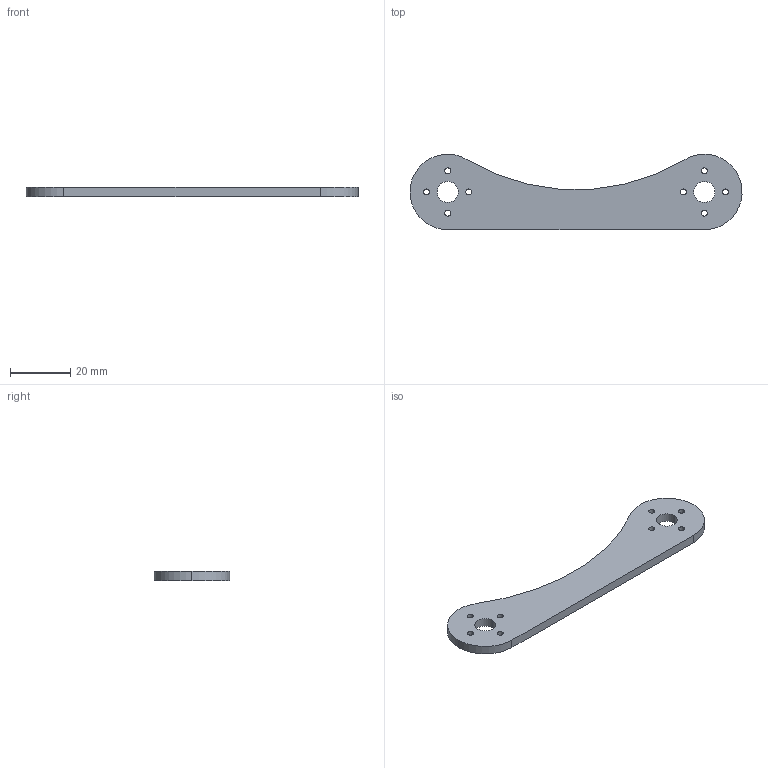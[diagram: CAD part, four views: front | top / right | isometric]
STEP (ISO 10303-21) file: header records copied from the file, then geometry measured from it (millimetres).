
FILE_DESCRIPTION (( 'STEP AP203' ), '1' );
FILE_NAME ('femur_Default_sldprt.STEP', '2019-10-24T08:13:50', ( '' ), ( '' ), 'SwSTEP 2.0', 'SolidWorks 2019', '' );
FILE_SCHEMA (( 'CONFIG_CONTROL_DESIGN' ));
Length unit declared in the file: centimetre
Products named in the file (1): femur_Default_sldprt
Bounding box: 109.97 x 24.99 x 3 mm (x, y, z)
Volume: 5667.7 mm3; surface area: 4819.7 mm2
Topology: 1 solids, 1 shells, 27 faces, 75 edges, 50 vertices
Faces by surface type: cylinder 24, plane 3
Entity records: 1014 total; most frequent: DIRECTION 179, CARTESIAN_POINT 153, ORIENTED_EDGE 150, AXIS2_PLACEMENT_3D 76, EDGE_CURVE 75, VERTEX_POINT 50, CIRCLE 48, EDGE_LOOP 47
